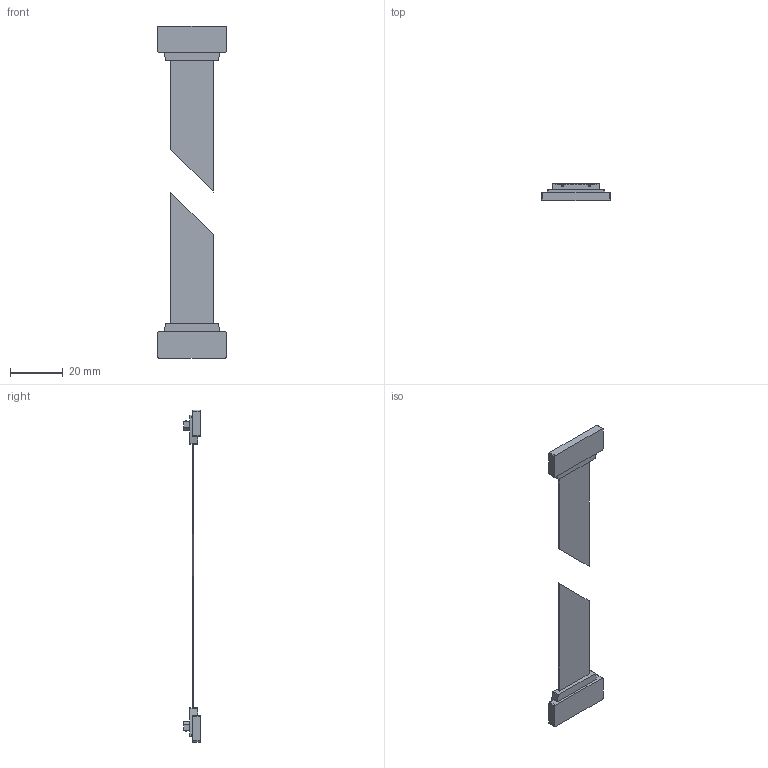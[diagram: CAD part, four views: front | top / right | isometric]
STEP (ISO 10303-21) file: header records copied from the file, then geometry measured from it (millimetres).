
FILE_DESCRIPTION(/* description */ ('STEP AP214'),/* implementation_level */ '2;1');
FILE_NAME(/* name */ '8113317_NEBM-F1W31-XC-0_2-F1N-DF1W31',/* time_stamp */ '2024-09-12T18:19:41+02:00',/* author */ ('License CC BY-ND 4.0'),/* organization */ ('CADENAS'),/* preprocessor_version */ 'ST-DEVELOPER v19.3',/* originating_system */ 'PARTsolutions',/* authorisation */ ' ');
FILE_SCHEMA (('AUTOMOTIVE_DESIGN {1 0 10303 214 3 1 1}'));
Length unit declared in the file: millimetre
Products named in the file (3): 8113317 NEBM-F1W31-XC-0.2-F1N-DF1W31; 8113317 NEBM-F1W31-XC-0.2-F1N-D---(400P1); 8113317 NEBM-F1W31-XC-0.2-F1N-D---(P2)
Assembly tree (2 placements, depth 2):
  8113317 NEBM-F1W31-XC-0.2-F1N-DF1W31
    8113317 NEBM-F1W31-XC-0.2-F1N-D---(400P1)
    8113317 NEBM-F1W31-XC-0.2-F1N-D---(P2)
Bounding box: 26 x 6.3 x 126 mm (x, y, z)
Volume: 3167.5 mm3; surface area: 5044.6 mm2
Topology: 2 solids, 2 shells, 618 faces, 1812 edges, 1208 vertices
Faces by surface type: plane 582, cylinder 36
Entity records: 24541 total; most frequent: CARTESIAN_POINT 3641, ORIENTED_EDGE 3624, DIRECTION 3130, EDGE_CURVE 1812, LINE 1736, VECTOR 1736, VERTEX_POINT 1208, AXIS2_PLACEMENT_3D 697
